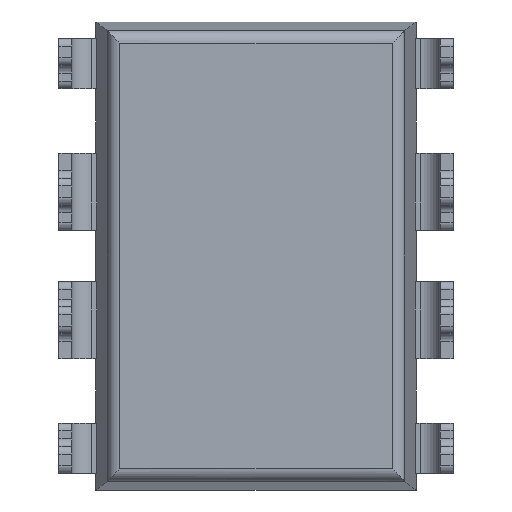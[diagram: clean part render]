
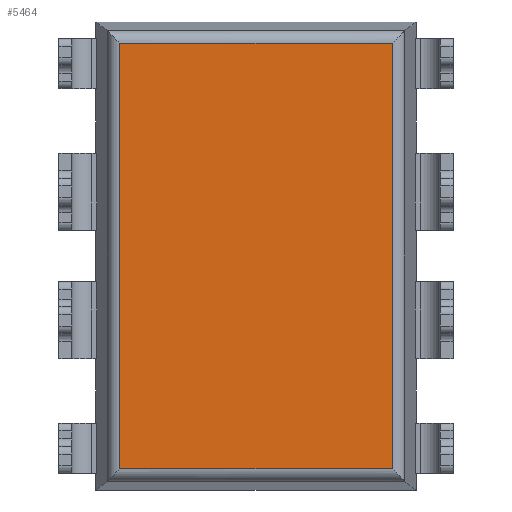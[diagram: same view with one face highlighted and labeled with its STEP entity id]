
A CAD part, front view. The second image highlights one B-rep face of the part: STEP entity #5464.
In plain terms, the highlighted planar face has unit normal (0, -1, 0).
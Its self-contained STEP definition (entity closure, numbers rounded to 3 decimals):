
#17=VECTOR ( 'NONE', #70, 1000. );
#18=VECTOR ( 'NONE', #69, 1000. );
#69=DIRECTION ( 'NONE',  ( 0., 0., -1. ) );
#70=DIRECTION ( 'NONE',  ( 1., 0., 0. ) );
#269=LINE ( 'NONE', #4463, #18 );
#338=DIRECTION ( 'NONE',  ( 0., 0., 1. ) );
#415=DIRECTION ( 'NONE',  ( 0., 1., 0. ) );
#501=CARTESIAN_POINT ( 'NONE',  ( 2.699, -1.651, 4.214 ) );
#637=LINE ( 'NONE', #7340, #17 );
#891=FACE_OUTER_BOUND ( 'NONE', #7210, .T. );
#1353=CARTESIAN_POINT ( 'NONE',  ( 2.699, -1.651, -4.214 ) );
#1928=CARTESIAN_POINT ( 'NONE',  ( -2.699, -1.651, 4.214 ) );
#2303=PLANE ( 'NONE',  #4380 );
#2697=ORIENTED_EDGE ( 'NONE', *, *, #5657, .T. );
#3417=VERTEX_POINT ( 'NONE', #4632 );
#4380=AXIS2_PLACEMENT_3D ( 'NONE', #5306, #415, #338 );
#4463=CARTESIAN_POINT ( 'NONE',  ( 2.699, -1.651, 4.635 ) );
#4540=ORIENTED_EDGE ( 'NONE', *, *, #4923, .T. );
#4558=EDGE_CURVE ( 'NONE', #4696, #7499, #637, .T. );
#4632=CARTESIAN_POINT ( 'NONE',  ( -2.699, -1.651, -4.214 ) );
#4696=VERTEX_POINT ( 'NONE', #1928 );
#4923=EDGE_CURVE ( 'NONE', #4696, #3417, #7716, .T. );
#5306=CARTESIAN_POINT ( 'NONE',  ( -2.699, -1.651, 4.635 ) );
#5464=ADVANCED_FACE ( 'NONE', ( #891 ), #2303, .F. );
#5642=LINE ( 'NONE', #6664, #17 );
#5657=EDGE_CURVE ( 'NONE', #3417, #6394, #5642, .T. );
#5743=ORIENTED_EDGE ( 'NONE', *, *, #4558, .F. );
#6394=VERTEX_POINT ( 'NONE', #1353 );
#6664=CARTESIAN_POINT ( 'NONE',  ( -3.172, -1.651, -4.214 ) );
#6731=EDGE_CURVE ( 'NONE', #7499, #6394, #269, .T. );
#6813=ORIENTED_EDGE ( 'NONE', *, *, #6731, .F. );
#7210=EDGE_LOOP ( 'NONE', ( #6813, #5743, #4540, #2697 ) );
#7340=CARTESIAN_POINT ( 'NONE',  ( -3.172, -1.651, 4.214 ) );
#7499=VERTEX_POINT ( 'NONE', #501 );
#7716=LINE ( 'NONE', #5306, #18 );
